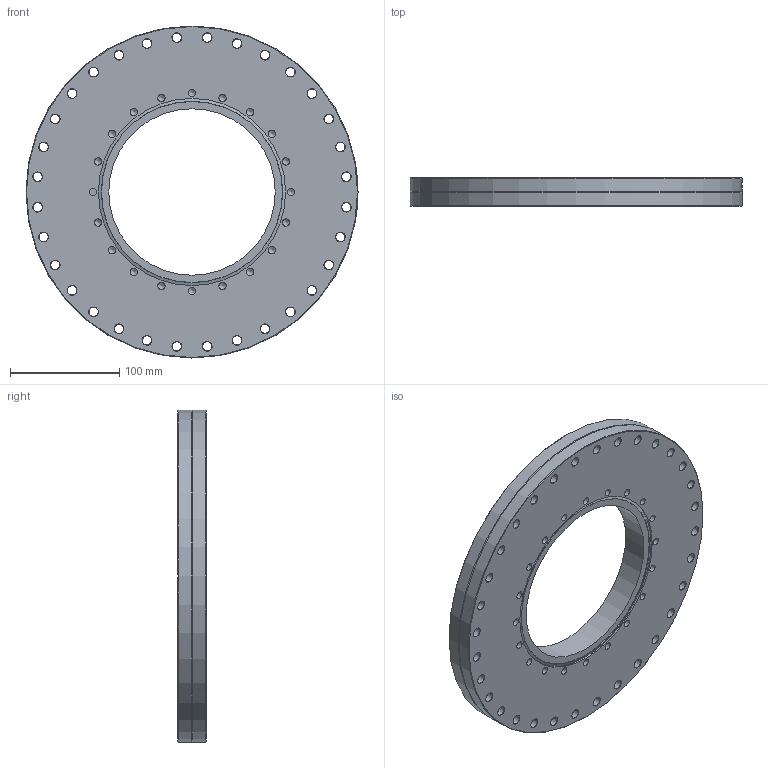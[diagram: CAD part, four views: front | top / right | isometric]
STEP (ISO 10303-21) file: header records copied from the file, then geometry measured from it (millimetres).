
FILE_DESCRIPTION(/* description */ (''),/* implementation_level */ '2;1');
FILE_NAME(/* name */ 'FL-Z250-160.stp',/* time_stamp */ '2018-10-09T15:50:29+01:00',/* author */ ('paul'),/* organization */ (''),/* preprocessor_version */ 'ST-DEVELOPER v17.2',/* originating_system */ 'Autodesk Inventor 2019',/* authorisation */ '');
FILE_SCHEMA (('AUTOMOTIVE_DESIGN { 1 0 10303 214 3 1 1 }'));
Length unit declared in the file: millimetre
Products named in the file (1): FL-Z250-160
Bounding box: 304 x 25.9 x 304 mm (x, y, z)
Volume: 1297469.1 mm3; surface area: 171793.5 mm2
Topology: 1 solids, 1 shells, 247 faces, 706 edges, 469 vertices
Faces by surface type: cone 91, cylinder 67, bspline 53, plane 35, torus 1
Full cylindrical faces by diameter (mm): 6.647 x20, 8.4 x32, 152.4 x1, 171.4 x1, 273.1 x1, 304 x2
Entity records: 20869 total; most frequent: CARTESIAN_POINT 14474, ORIENTED_EDGE 1372, DIRECTION 1225, EDGE_CURVE 686, AXIS2_PLACEMENT_3D 489, VERTEX_POINT 469, EDGE_LOOP 341, CIRCLE 294
